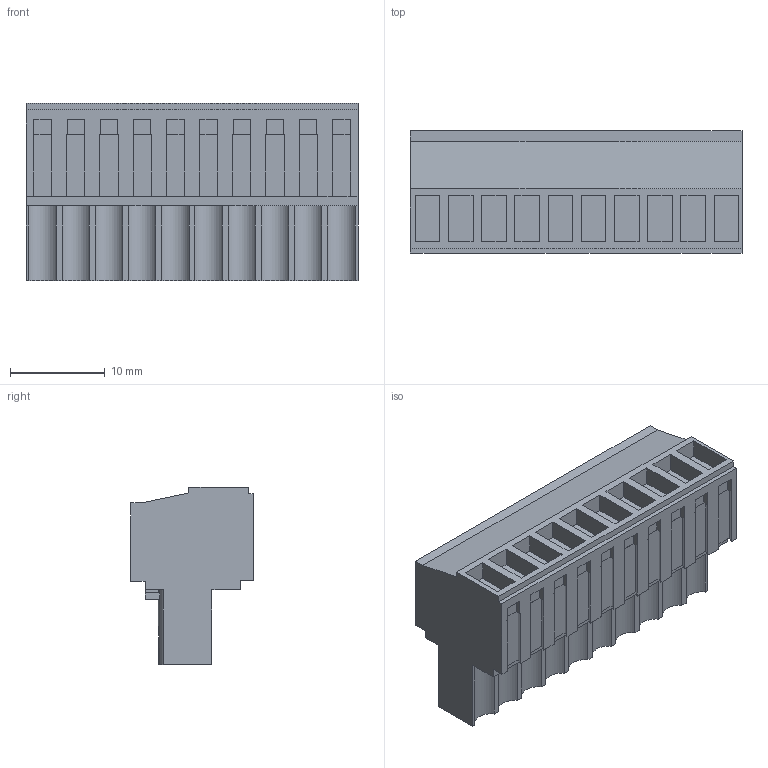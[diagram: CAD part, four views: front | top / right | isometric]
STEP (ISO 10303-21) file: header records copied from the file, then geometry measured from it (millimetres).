
FILE_DESCRIPTION(('CATIA V5 STEP Exchange','CAx-IF Rec.Pracs.--- Model Styling and Organization---1.2---2011-12-15'),'2;1');
FILE_NAME ('D1453068_0_1597440000_1597440000.stp','2017-04-25T09:48:06+00:00',('none'),('Weidmueller'),'CATIA Version 5-6 Release 2014','CATIA V5 STEP AP214','none');
FILE_SCHEMA(('AUTOMOTIVE_DESIGN { 1 0 10303 214 1 1 1 1 }'));
Length unit declared in the file: millimetre
Products named in the file (1): 1597440000
Bounding box: 35 x 12.9 x 18.7 mm (x, y, z)
Volume: 5171.1 mm3; surface area: 4088.9 mm2
Topology: 11 solids, 11 shells, 599 faces, 1683 edges, 1146 vertices
Faces by surface type: plane 539, cylinder 60
Entity records: 17617 total; most frequent: ORIENTED_EDGE 3366, CARTESIAN_POINT 3150, DIRECTION 2323, EDGE_CURVE 1683, VECTOR 1463, LINE 1463, VERTEX_POINT 1146, EDGE_LOOP 639
